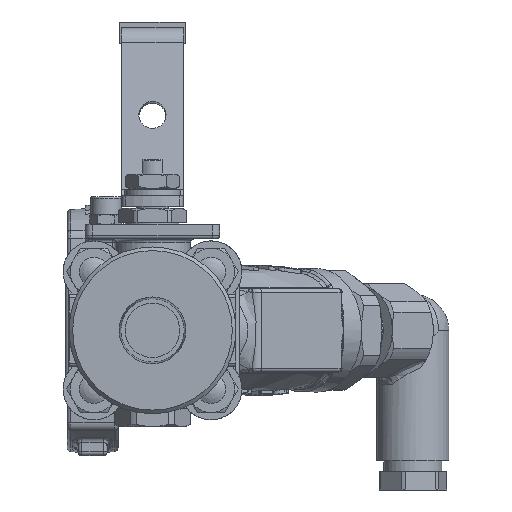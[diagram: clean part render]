
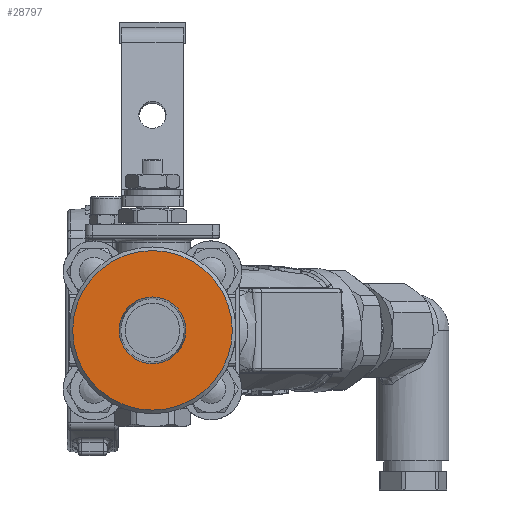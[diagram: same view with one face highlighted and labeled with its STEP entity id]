
A CAD part, left-side view. The second image highlights one B-rep face of the part: STEP entity #28797.
In plain terms, the highlighted planar face has unit normal (-1, 0, 0).
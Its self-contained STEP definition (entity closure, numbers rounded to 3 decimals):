
#2805=FACE_BOUND('',#5903,.T.);
#3057=PLANE('',#31053);
#4041=FACE_OUTER_BOUND('',#5902,.T.);
#5902=EDGE_LOOP('',(#21153));
#5903=EDGE_LOOP('',(#21154));
#10615=CIRCLE('',#30961,22.);
#10664=CIRCLE('',#31054,9.203);
#12356=VERTEX_POINT('',#45983);
#12382=VERTEX_POINT('',#46785);
#15495=EDGE_CURVE('',#12356,#12356,#10615,.T.);
#15583=EDGE_CURVE('',#12382,#12382,#10664,.T.);
#21153=ORIENTED_EDGE('',*,*,#15495,.F.);
#21154=ORIENTED_EDGE('',*,*,#15583,.T.);
#28797=ADVANCED_FACE('',(#4041,#2805),#3057,.T.);
#30961=AXIS2_PLACEMENT_3D('',#45984,#35420,#35421);
#31053=AXIS2_PLACEMENT_3D('',#46784,#35631,#35632);
#31054=AXIS2_PLACEMENT_3D('',#46786,#35633,#35634);
#35420=DIRECTION('center_axis',(1.,0.,0.));
#35421=DIRECTION('ref_axis',(0.,1.,0.));
#35631=DIRECTION('center_axis',(-1.,0.,0.));
#35632=DIRECTION('ref_axis',(0.,-1.,0.));
#35633=DIRECTION('center_axis',(1.,0.,0.));
#35634=DIRECTION('ref_axis',(0.,-1.,0.));
#45983=CARTESIAN_POINT('',(-135.036,-3.167,-1.517));
#45984=CARTESIAN_POINT('Origin',(-135.036,18.833,-1.517));
#46784=CARTESIAN_POINT('Origin',(-135.036,18.833,-1.517));
#46785=CARTESIAN_POINT('',(-135.036,28.036,-1.517));
#46786=CARTESIAN_POINT('Origin',(-135.036,18.833,-1.517));
